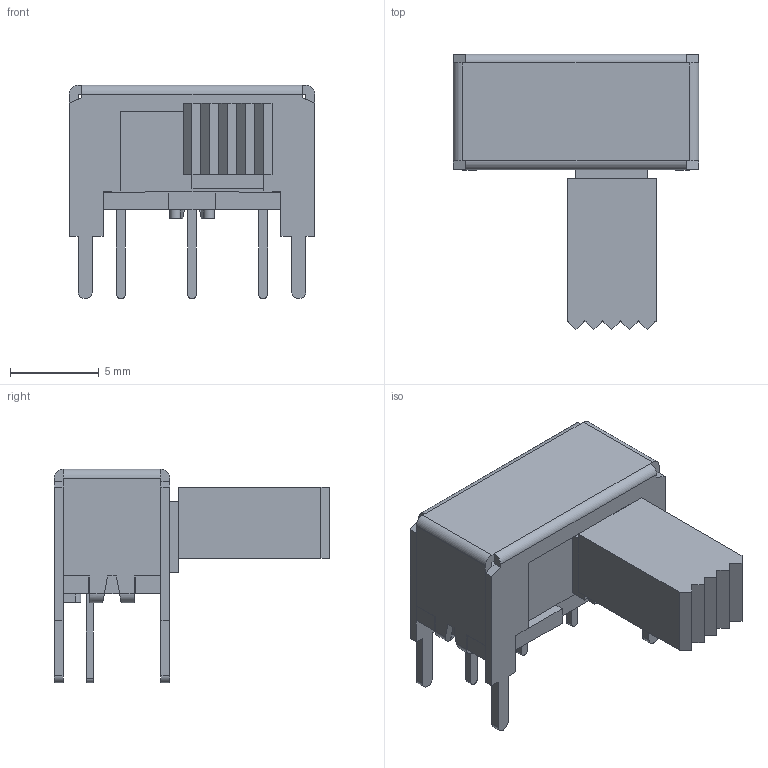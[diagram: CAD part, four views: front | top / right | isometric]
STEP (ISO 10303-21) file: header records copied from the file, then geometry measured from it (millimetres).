
FILE_DESCRIPTION(/* description */ (''),/* implementation_level */ '2;1');
FILE_NAME(/* name */ 'EG1224.stp',/* time_stamp */ '2021-03-25T17:15:14-05:00',/* author */ ('mwilliams'),/* organization */ (''),/* preprocessor_version */ 'ST-DEVELOPER v18',/* originating_system */ 'Autodesk Inventor 2020',/* authorisation */ '');
FILE_SCHEMA (('AUTOMOTIVE_DESIGN { 1 0 10303 214 3 1 1 }'));
Length unit declared in the file: millimetre
Products named in the file (1): JSS1219
Bounding box: 13.8 x 15.5 x 12 mm (x, y, z)
Volume: 765.7 mm3; surface area: 970.9 mm2
Topology: 1 solids, 1 shells, 210 faces, 611 edges, 382 vertices
Faces by surface type: plane 187, cylinder 23
Entity records: 6826 total; most frequent: ORIENTED_EDGE 1222, CARTESIAN_POINT 1204, DIRECTION 1079, EDGE_CURVE 611, LINE 565, VECTOR 565, VERTEX_POINT 382, AXIS2_PLACEMENT_3D 257
